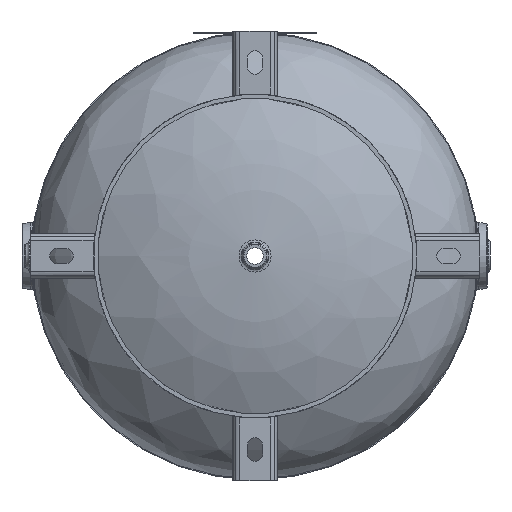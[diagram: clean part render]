
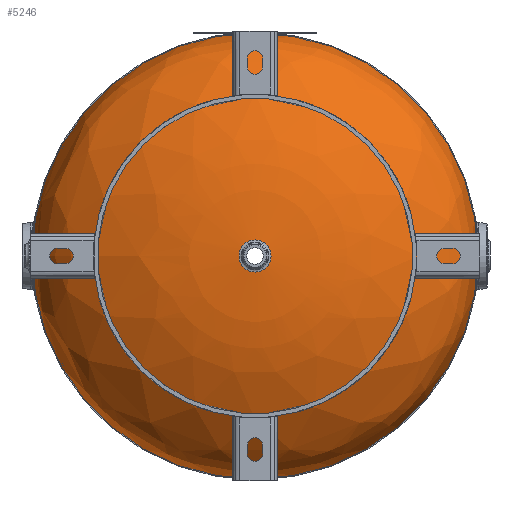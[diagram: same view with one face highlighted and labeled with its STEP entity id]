
A CAD part, front view. The second image highlights one B-rep face of the part: STEP entity #5246.
In plain terms, the highlighted free-form (B-spline) face has degree [2, 2] with [3, 9] control points.
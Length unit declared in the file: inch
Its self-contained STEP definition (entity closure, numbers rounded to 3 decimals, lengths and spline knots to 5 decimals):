
#132=ELLIPSE('',#5710,10.,5.062);
#136=(
BOUNDED_SURFACE()
B_SPLINE_SURFACE(2,2,((#8320,#8321,#8322,#8323,#8324,#8325,#8326,#8327,
#8328),(#8329,#8330,#8331,#8332,#8333,#8334,#8335,#8336,#8337),(#8338,#8339,
#8340,#8341,#8342,#8343,#8344,#8345,#8346)),.UNSPECIFIED.,.F.,.T.,.F.)
B_SPLINE_SURFACE_WITH_KNOTS((3,3),(3,2,2,2,3),(0.,1.5708),(0.,
1.5708,3.14159,4.71239,6.28319),
 .UNSPECIFIED.)
GEOMETRIC_REPRESENTATION_ITEM()
RATIONAL_B_SPLINE_SURFACE(((1.,0.707,1.,0.707,1.,
0.707,1.,0.707,1.),(0.707,0.5,0.707,
0.5,0.707,0.5,0.707,0.5,0.707),(1.,
0.707,1.,0.707,1.,0.707,1.,0.707,
1.)))
REPRESENTATION_ITEM('')
SURFACE()
);
#242=CIRCLE('',#5686,0.59375);
#253=CIRCLE('',#5705,10.);
#1654=FACE_OUTER_BOUND('',#2006,.T.);
#2006=EDGE_LOOP('',(#3817,#3818,#3819,#3820));
#2513=VERTEX_POINT('',#8282);
#2524=VERTEX_POINT('',#8312);
#3032=EDGE_CURVE('',#2513,#2513,#242,.T.);
#3043=EDGE_CURVE('',#2524,#2524,#253,.T.);
#3046=EDGE_CURVE('',#2513,#2524,#132,.T.);
#3817=ORIENTED_EDGE('',*,*,#3032,.T.);
#3818=ORIENTED_EDGE('',*,*,#3046,.T.);
#3819=ORIENTED_EDGE('',*,*,#3043,.F.);
#3820=ORIENTED_EDGE('',*,*,#3046,.F.);
#5246=ADVANCED_FACE('',(#1654),#136,.T.);
#5686=AXIS2_PLACEMENT_3D('',#8283,#6176,#6177);
#5705=AXIS2_PLACEMENT_3D('',#8313,#6214,#6215);
#5710=AXIS2_PLACEMENT_3D('',#8347,#6224,#6225);
#6176=DIRECTION('center_axis',(0.,-1.,0.));
#6177=DIRECTION('ref_axis',(0.809,0.,-0.588));
#6214=DIRECTION('center_axis',(0.,-1.,0.));
#6215=DIRECTION('ref_axis',(1.,0.,0.));
#6224=DIRECTION('center_axis',(0.,0.,-1.));
#6225=DIRECTION('ref_axis',(1.,0.,0.));
#8282=CARTESIAN_POINT('',(0.59375,5.05307,0.));
#8283=CARTESIAN_POINT('Origin',(0.,5.05307,
0.));
#8312=CARTESIAN_POINT('',(10.,0.,0.));
#8313=CARTESIAN_POINT('Origin',(0.,0.,0.));
#8320=CARTESIAN_POINT('Ctrl Pts',(10.,0.,0.));
#8321=CARTESIAN_POINT('Ctrl Pts',(10.,0.,10.));
#8322=CARTESIAN_POINT('Ctrl Pts',(0.,0.,10.));
#8323=CARTESIAN_POINT('Ctrl Pts',(-10.,0.,10.));
#8324=CARTESIAN_POINT('Ctrl Pts',(-10.,0.,0.));
#8325=CARTESIAN_POINT('Ctrl Pts',(-10.,0.,-10.));
#8326=CARTESIAN_POINT('Ctrl Pts',(0.,0.,-10.));
#8327=CARTESIAN_POINT('Ctrl Pts',(10.,0.,-10.));
#8328=CARTESIAN_POINT('Ctrl Pts',(10.,0.,0.));
#8329=CARTESIAN_POINT('Ctrl Pts',(10.,5.062,0.));
#8330=CARTESIAN_POINT('Ctrl Pts',(10.,5.062,10.));
#8331=CARTESIAN_POINT('Ctrl Pts',(0.,5.062,10.));
#8332=CARTESIAN_POINT('Ctrl Pts',(-10.,5.062,10.));
#8333=CARTESIAN_POINT('Ctrl Pts',(-10.,5.062,0.));
#8334=CARTESIAN_POINT('Ctrl Pts',(-10.,5.062,-10.));
#8335=CARTESIAN_POINT('Ctrl Pts',(0.,5.062,-10.));
#8336=CARTESIAN_POINT('Ctrl Pts',(10.,5.062,-10.));
#8337=CARTESIAN_POINT('Ctrl Pts',(10.,5.062,0.));
#8338=CARTESIAN_POINT('Ctrl Pts',(0.,5.062,0.));
#8339=CARTESIAN_POINT('Ctrl Pts',(0.,5.062,0.));
#8340=CARTESIAN_POINT('Ctrl Pts',(0.,5.062,0.));
#8341=CARTESIAN_POINT('Ctrl Pts',(0.,5.062,0.));
#8342=CARTESIAN_POINT('Ctrl Pts',(0.,5.062,0.));
#8343=CARTESIAN_POINT('Ctrl Pts',(0.,5.062,0.));
#8344=CARTESIAN_POINT('Ctrl Pts',(0.,5.062,0.));
#8345=CARTESIAN_POINT('Ctrl Pts',(0.,5.062,0.));
#8346=CARTESIAN_POINT('Ctrl Pts',(0.,5.062,0.));
#8347=CARTESIAN_POINT('Origin',(0.,0.,0.));
